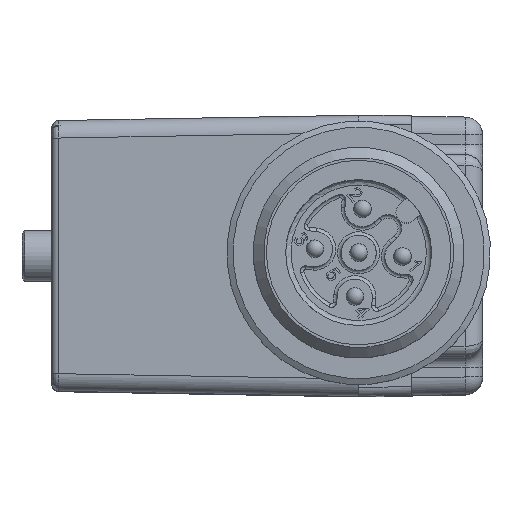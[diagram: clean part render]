
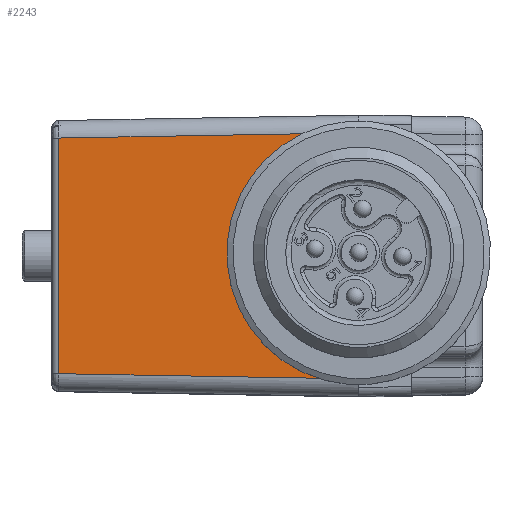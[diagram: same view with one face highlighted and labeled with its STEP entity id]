
A CAD part, top view. The second image highlights one B-rep face of the part: STEP entity #2243.
In plain terms, the highlighted planar face has unit normal (-0.018, 0, 1).
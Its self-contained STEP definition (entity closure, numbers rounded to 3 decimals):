
#41=ELLIPSE('',#7758,6.351,6.35);
#447=FACE_OUTER_BOUND('',#3003,.T.);
#706=PLANE('',#7759);
#1077=LINE('',#13370,#1592);
#1078=LINE('',#13372,#1593);
#1079=LINE('',#13374,#1594);
#1080=LINE('',#13376,#1595);
#1081=LINE('',#13378,#1596);
#1082=LINE('',#13380,#1597);
#1083=LINE('',#13382,#1598);
#1592=VECTOR('',#9319,1.);
#1593=VECTOR('',#9320,1.);
#1594=VECTOR('',#9321,1.);
#1595=VECTOR('',#9322,1.);
#1596=VECTOR('',#9323,1.);
#1597=VECTOR('',#9324,1.);
#1598=VECTOR('',#9325,1.);
#2243=ADVANCED_FACE('',(#447),#706,.F.);
#3003=EDGE_LOOP('',(#4494,#4495,#4496,#4497,#4498,#4499,#4500,#4501));
#4494=ORIENTED_EDGE('',*,*,#6590,.T.);
#4495=ORIENTED_EDGE('',*,*,#6591,.T.);
#4496=ORIENTED_EDGE('',*,*,#6592,.T.);
#4497=ORIENTED_EDGE('',*,*,#6593,.T.);
#4498=ORIENTED_EDGE('',*,*,#6594,.T.);
#4499=ORIENTED_EDGE('',*,*,#6595,.T.);
#4500=ORIENTED_EDGE('',*,*,#6596,.T.);
#4501=ORIENTED_EDGE('',*,*,#6597,.T.);
#5709=VERTEX_POINT('',#13368);
#5710=VERTEX_POINT('',#13369);
#5711=VERTEX_POINT('',#13371);
#5712=VERTEX_POINT('',#13373);
#5713=VERTEX_POINT('',#13375);
#5714=VERTEX_POINT('',#13377);
#5715=VERTEX_POINT('',#13379);
#5716=VERTEX_POINT('',#13381);
#6590=EDGE_CURVE('',#5709,#5710,#41,.T.);
#6591=EDGE_CURVE('',#5710,#5711,#1077,.T.);
#6592=EDGE_CURVE('',#5711,#5712,#1078,.T.);
#6593=EDGE_CURVE('',#5712,#5713,#1079,.T.);
#6594=EDGE_CURVE('',#5713,#5714,#1080,.T.);
#6595=EDGE_CURVE('',#5714,#5715,#1081,.T.);
#6596=EDGE_CURVE('',#5715,#5716,#1082,.T.);
#6597=EDGE_CURVE('',#5716,#5709,#1083,.T.);
#7758=AXIS2_PLACEMENT_3D('',#13367,#9317,#9318);
#7759=AXIS2_PLACEMENT_3D('',#13383,#9326,#9327);
#9317=DIRECTION('',(0.017,0.,-1.));
#9318=DIRECTION('',(-1.,0.,-0.017));
#9319=DIRECTION('',(1.,0.,0.017));
#9320=DIRECTION('',(0.,1.,0.));
#9321=DIRECTION('',(-1.,-0.017,-0.017));
#9322=DIRECTION('',(0.,-1.,0.));
#9323=DIRECTION('',(1.,-0.017,0.017));
#9324=DIRECTION('',(0.,1.,0.));
#9325=DIRECTION('',(-1.,0.,-0.017));
#9326=DIRECTION('',(0.017,0.,-1.));
#9327=DIRECTION('',(-1.,0.,-0.017));
#13367=CARTESIAN_POINT('',(-0.89,0.,-1.216));
#13368=CARTESIAN_POINT('',(-0.89,-6.35,-1.216));
#13369=CARTESIAN_POINT('',(-0.89,6.35,-1.216));
#13370=CARTESIAN_POINT('',(7.249,6.35,-1.073));
#13371=CARTESIAN_POINT('',(0.,6.35,-1.2));
#13372=CARTESIAN_POINT('',(0.,5.75,-1.2));
#13373=CARTESIAN_POINT('',(0.,7.,-1.2));
#13374=CARTESIAN_POINT('',(-17.433,6.696,-1.504));
#13375=CARTESIAN_POINT('',(-17.057,6.702,-1.498));
#13376=CARTESIAN_POINT('',(-17.057,-8.,-1.498));
#13377=CARTESIAN_POINT('',(-17.057,-6.702,-1.498));
#13378=CARTESIAN_POINT('',(0.017,-7.,-1.2));
#13379=CARTESIAN_POINT('',(0.,-7.,-1.2));
#13380=CARTESIAN_POINT('',(0.,-7.5,-1.2));
#13381=CARTESIAN_POINT('',(0.,-6.35,-1.2));
#13382=CARTESIAN_POINT('',(7.249,-6.35,-1.073));
#13383=CARTESIAN_POINT('',(7.249,-8.,-1.073));
